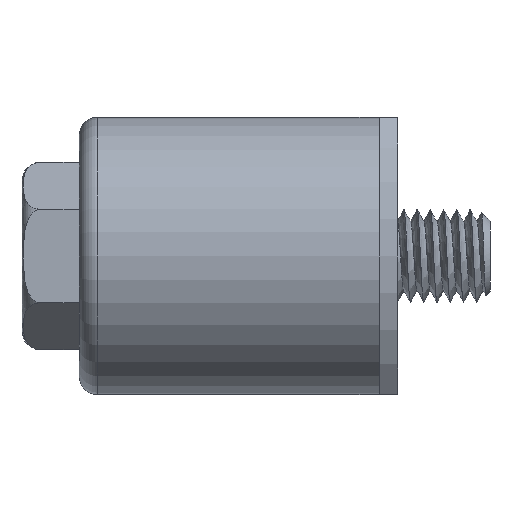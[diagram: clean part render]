
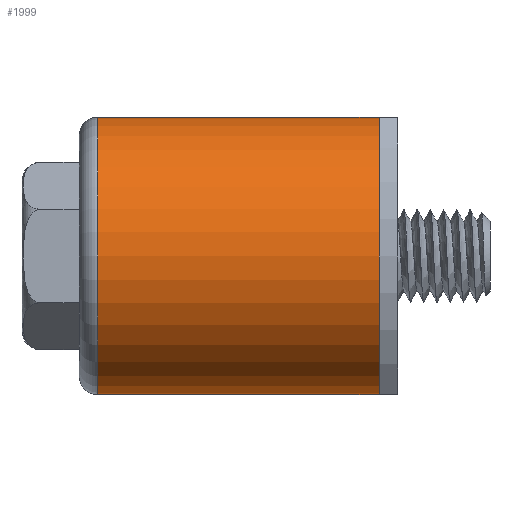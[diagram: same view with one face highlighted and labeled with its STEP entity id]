
A CAD part, left-side view. The second image highlights one B-rep face of the part: STEP entity #1999.
In plain terms, the highlighted cylindrical face has radius 9.525 mm (diameter 19.05 mm), a partial arc.
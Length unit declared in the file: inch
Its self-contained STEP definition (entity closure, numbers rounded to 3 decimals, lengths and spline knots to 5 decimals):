
#165=CYLINDRICAL_SURFACE('',#2166,0.375);
#326=FACE_OUTER_BOUND('',#473,.T.);
#473=EDGE_LOOP('',(#1656,#1657,#1658,#1659));
#607=LINE('',#7460,#730);
#611=LINE('',#7480,#734);
#730=VECTOR('',#2515,0.3937);
#734=VECTOR('',#2541,0.3937);
#790=CIRCLE('',#2157,0.375);
#794=CIRCLE('',#2165,0.375);
#944=VERTEX_POINT('',#7457);
#945=VERTEX_POINT('',#7459);
#949=VERTEX_POINT('',#7473);
#950=VERTEX_POINT('',#7479);
#1178=EDGE_CURVE('',#944,#945,#607,.T.);
#1187=EDGE_CURVE('',#945,#949,#790,.T.);
#1188=EDGE_CURVE('',#950,#949,#611,.T.);
#1196=EDGE_CURVE('',#944,#950,#794,.T.);
#1656=ORIENTED_EDGE('',*,*,#1187,.F.);
#1657=ORIENTED_EDGE('',*,*,#1178,.F.);
#1658=ORIENTED_EDGE('',*,*,#1196,.T.);
#1659=ORIENTED_EDGE('',*,*,#1188,.T.);
#1999=ADVANCED_FACE('',(#326),#165,.T.);
#2157=AXIS2_PLACEMENT_3D('',#7477,#2537,#2538);
#2165=AXIS2_PLACEMENT_3D('',#7495,#2558,#2559);
#2166=AXIS2_PLACEMENT_3D('',#7496,#2560,#2561);
#2515=DIRECTION('',(0.,1.,0.));
#2537=DIRECTION('center_axis',(0.,1.,0.));
#2538=DIRECTION('ref_axis',(-1.,0.,0.));
#2541=DIRECTION('',(0.,1.,0.));
#2558=DIRECTION('center_axis',(0.,1.,0.));
#2559=DIRECTION('ref_axis',(0.,0.,-1.));
#2560=DIRECTION('center_axis',(0.,1.,0.));
#2561=DIRECTION('ref_axis',(0.,0.,-1.));
#7457=CARTESIAN_POINT('',(-0.78,0.05,-0.375));
#7459=CARTESIAN_POINT('',(-0.78,0.81,-0.375));
#7460=CARTESIAN_POINT('',(-0.78,0.,-0.375));
#7473=CARTESIAN_POINT('',(-0.78,0.81,0.375));
#7477=CARTESIAN_POINT('Origin',(-0.78,0.81,0.));
#7479=CARTESIAN_POINT('',(-0.78,0.05,0.375));
#7480=CARTESIAN_POINT('',(-0.78,0.,0.375));
#7495=CARTESIAN_POINT('Origin',(-0.78,0.05,0.));
#7496=CARTESIAN_POINT('Origin',(-0.78,0.,0.));
